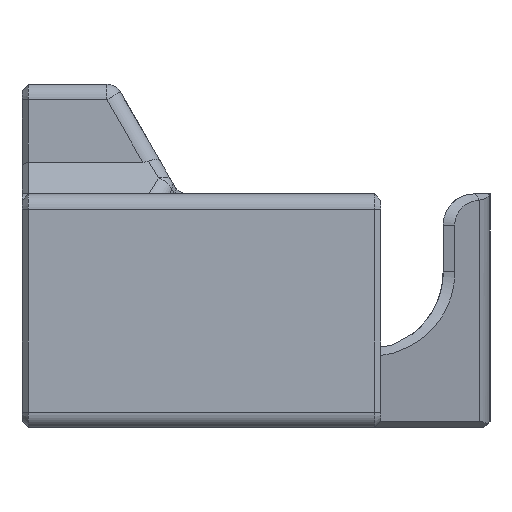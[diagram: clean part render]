
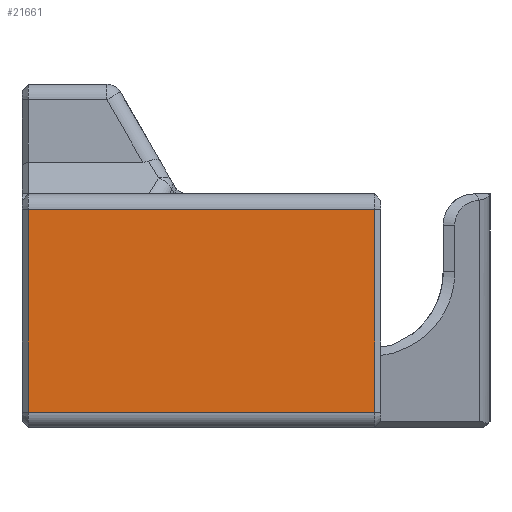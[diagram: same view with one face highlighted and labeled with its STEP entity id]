
A CAD part, left-side view. The second image highlights one B-rep face of the part: STEP entity #21661.
In plain terms, the highlighted planar face has unit normal (-1, 0, 0).
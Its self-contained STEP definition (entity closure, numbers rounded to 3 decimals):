
#1095=PLANE('',#23633);
#2643=FACE_OUTER_BOUND('',#4004,.T.);
#4004=EDGE_LOOP('',(#19931,#19932,#19933,#19934));
#6053=LINE('',#52318,#8115);
#6059=LINE('',#52336,#8121);
#6060=LINE('',#52339,#8122);
#6061=LINE('',#52340,#8123);
#8115=VECTOR('',#29534,1000.);
#8121=VECTOR('',#29552,1000.);
#8122=VECTOR('',#29557,1000.);
#8123=VECTOR('',#29558,1000.);
#10676=VERTEX_POINT('',#52315);
#10677=VERTEX_POINT('',#52317);
#10682=VERTEX_POINT('',#52333);
#10683=VERTEX_POINT('',#52335);
#13760=EDGE_CURVE('',#10676,#10677,#6053,.T.);
#13769=EDGE_CURVE('',#10682,#10683,#6059,.T.);
#13771=EDGE_CURVE('',#10683,#10676,#6060,.T.);
#13772=EDGE_CURVE('',#10677,#10682,#6061,.T.);
#19931=ORIENTED_EDGE('',*,*,#13760,.F.);
#19932=ORIENTED_EDGE('',*,*,#13771,.F.);
#19933=ORIENTED_EDGE('',*,*,#13769,.F.);
#19934=ORIENTED_EDGE('',*,*,#13772,.F.);
#21661=ADVANCED_FACE('',(#2643),#1095,.F.);
#23633=AXIS2_PLACEMENT_3D('',#52338,#29555,#29556);
#29534=DIRECTION('',(0.,1.,0.));
#29552=DIRECTION('',(0.,-1.,0.));
#29555=DIRECTION('center_axis',(1.,0.,0.));
#29556=DIRECTION('ref_axis',(0.,0.,-1.));
#29557=DIRECTION('',(0.,0.,-1.));
#29558=DIRECTION('',(0.,0.,1.));
#52315=CARTESIAN_POINT('',(0.,7.4,1.));
#52317=CARTESIAN_POINT('',(0.,29.6,1.));
#52318=CARTESIAN_POINT('',(0.,30.,1.));
#52333=CARTESIAN_POINT('',(0.,29.6,14.));
#52335=CARTESIAN_POINT('',(0.,7.4,14.));
#52336=CARTESIAN_POINT('',(0.,30.,14.));
#52338=CARTESIAN_POINT('Origin',(0.,30.,0.));
#52339=CARTESIAN_POINT('',(0.,7.4,1.));
#52340=CARTESIAN_POINT('',(0.,29.6,0.));
